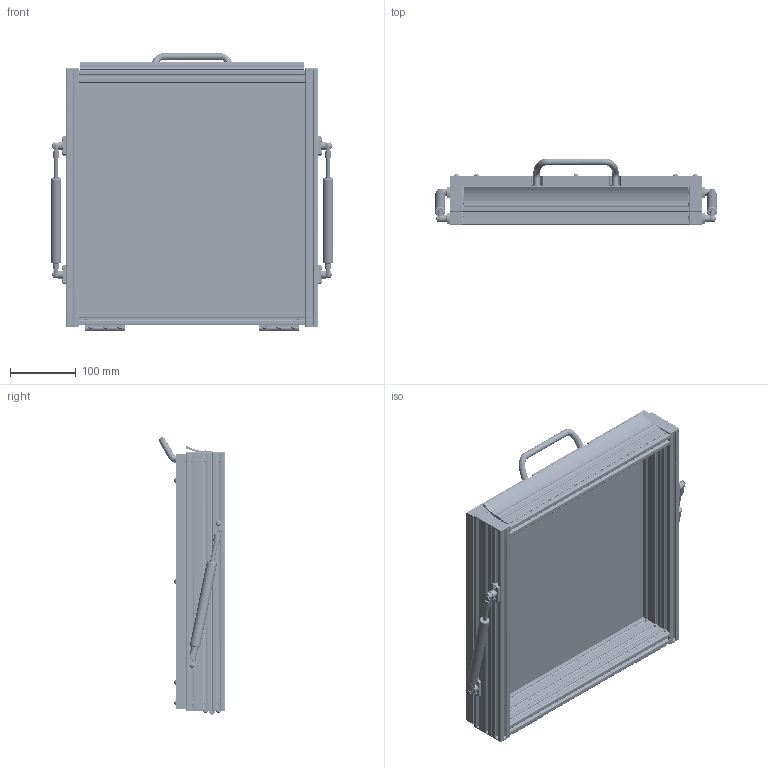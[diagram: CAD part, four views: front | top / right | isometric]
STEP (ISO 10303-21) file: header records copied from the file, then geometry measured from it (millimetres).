
FILE_DESCRIPTION (( 'STEP AP214' ), '1' );
FILE_NAME ('33607~0.STEP', '2018-11-21T10:44:32', ( '' ), ( '' ), 'SwSTEP 2.0', 'SolidWorks 2018', '' );
FILE_SCHEMA (( 'AUTOMOTIVE_DESIGN' ));
Length unit declared in the file: millimetre
Products named in the file (34): 32476~0; 9289~0; 35151~0_S; 13373~0; 32474~1; 2833~0_d 5; 15335~0; 31366~0; 9289-2~0; 3381~0; 25285~1; 32478~0; DIN125~n_04,3 M04,0; 33607~0; ISO7380~n_M04,0x020; 12849~0; 25696~0; Stift_zu_Scharnier_13372~0; 8577~0; Scharnier~0_Teil2; 9289-1~0; ISO7380~n_M04,0x010; Scharnier~0_Teil1; DIN6325~n_04,0m6x030; 13372~1; 3376~0; ISO7380~n_M04,0x008; 32477~0; DIN912~n_M05,0x040; 32475~0; 9523~0; 31495~0; 8804~0
Assembly tree (116 placements, depth 5):
  33607~0
    32474~1
      31495~0  x2
      32476~0  x2
      32478~0
      32477~0
      31366~0  x2
      32475~0
      12849~0  x2
        13372~1
          Scharnier~0_Teil1
          Scharnier~0_Teil2
          Stift_zu_Scharnier_13372~0
        DIN125~n_04,3 M04,0
        ISO7380~n_M04,0x008
        13373~0
      8577~0
      25696~0  x2
      25285~1  x4
      2833~0_d 5  x4
      3381~0  x8
      35151~0_S
      9523~0  x4
      3376~0  x4
      9289~0  x11
        9289-1~0
        9289-2~0
      9289~0
        9289-2~0
      8804~0  x2
      ISO7380~n_M04,0x010  x8
      DIN912~n_M05,0x040  x2
    15335~0
    3381~0  x12
    ISO7380~n_M04,0x020  x12
    DIN6325~n_04,0m6x030  x2
Bounding box: 430.4 x 101 x 423.1 mm (x, y, z)
Volume: 3179906.5 mm3; surface area: 1166684.2 mm2
Topology: 141 solids, 141 shells, 5274 faces, 13790 edges, 8768 vertices
Faces by surface type: plane 2693, cylinder 2113, cone 184, torus 140, bspline 96, sphere 48
Entity records: 55640 total; most frequent: CARTESIAN_POINT 14154, DIRECTION 8090, ORIENTED_EDGE 7988, EDGE_CURVE 3994, AXIS2_PLACEMENT_3D 2934, VERTEX_POINT 2598, VECTOR 2222, LINE 2222
